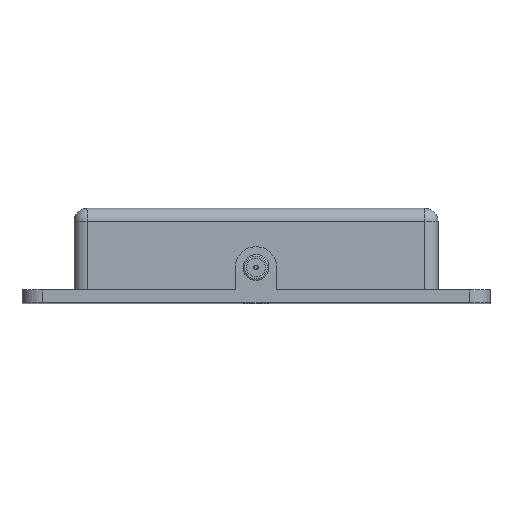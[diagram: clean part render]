
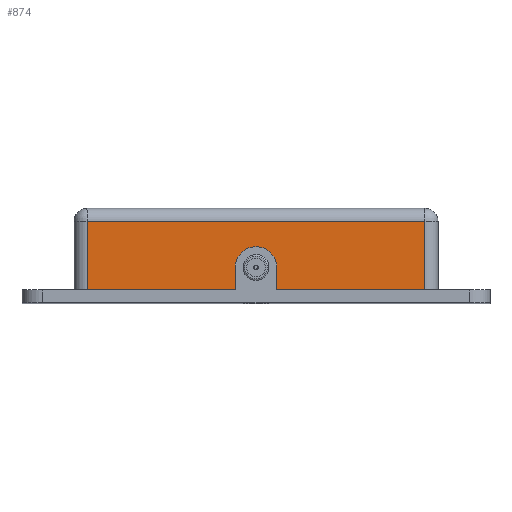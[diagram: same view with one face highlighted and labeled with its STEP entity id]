
A CAD part, top view. The second image highlights one B-rep face of the part: STEP entity #874.
In plain terms, the highlighted planar face has unit normal (0, 0, 1).
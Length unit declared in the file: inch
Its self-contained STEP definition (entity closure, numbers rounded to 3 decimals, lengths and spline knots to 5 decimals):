
#532 = VERTEX_POINT ( 'NONE', #2548 ) ;
#533 = VERTEX_POINT ( 'NONE', #2542 ) ;
#555 = EDGE_CURVE ( 'NONE', #533, #532, #2819, .T. ) ;
#566 = VERTEX_POINT ( 'NONE', #2789 ) ;
#578 = VERTEX_POINT ( 'NONE', #2772 ) ;
#585 = EDGE_CURVE ( 'NONE', #868, #533, #2764, .T. ) ;
#588 = ORIENTED_EDGE ( 'NONE', *, *, #799, .F. ) ;
#589 = VERTEX_POINT ( 'NONE', #2758 ) ;
#590 = EDGE_CURVE ( 'NONE', #867, #532, #2686, .T. ) ;
#591 = ORIENTED_EDGE ( 'NONE', *, *, #590, .F. ) ;
#593 = ORIENTED_EDGE ( 'NONE', *, *, #645, .T. ) ;
#595 = EDGE_CURVE ( 'NONE', #578, #589, #2672, .T. ) ;
#597 = ORIENTED_EDGE ( 'NONE', *, *, #595, .F. ) ;
#645 = EDGE_CURVE ( 'NONE', #578, #566, #2722, .T. ) ;
#795 = VERTEX_POINT ( 'NONE', #2940 ) ;
#797 = EDGE_LOOP ( 'NONE', ( #876, #978, #875, #977, #591, #588, #597, #593 ) ) ;
#799 = EDGE_CURVE ( 'NONE', #589, #867, #2932, .T. ) ;
#864 = EDGE_CURVE ( 'NONE', #795, #868, #3175, .T. ) ;
#867 = VERTEX_POINT ( 'NONE', #3168 ) ;
#868 = VERTEX_POINT ( 'NONE', #3187 ) ;
#874 = ADVANCED_FACE ( 'NONE', ( #3170 ), #3160, .F. ) ;
#875 = ORIENTED_EDGE ( 'NONE', *, *, #585, .T. ) ;
#876 = ORIENTED_EDGE ( 'NONE', *, *, #885, .F. ) ;
#885 = EDGE_CURVE ( 'NONE', #795, #566, #3163, .T. ) ;
#977 = ORIENTED_EDGE ( 'NONE', *, *, #555, .T. ) ;
#978 = ORIENTED_EDGE ( 'NONE', *, *, #864, .T. ) ;
#2542 = CARTESIAN_POINT ( 'NONE',  ( -1.625, 0., -0.5 ) ) ;
#2548 = CARTESIAN_POINT ( 'NONE',  ( -0.2, 0., -0.5 ) ) ;
#2669 = DIRECTION ( 'NONE',  ( 0., 1., 0. ) ) ;
#2670 = VECTOR ( 'NONE', #2669, 39.37008 ) ;
#2671 = CARTESIAN_POINT ( 'NONE',  ( 0.2, 0., -0.5 ) ) ;
#2672 = LINE ( 'NONE', #2671, #2670 ) ;
#2677 = DIRECTION ( 'NONE',  ( 0., -1., 0. ) ) ;
#2685 = CARTESIAN_POINT ( 'NONE',  ( -0.2, 0., -0.5 ) ) ;
#2686 = LINE ( 'NONE', #2685, #2755 ) ;
#2721 = CARTESIAN_POINT ( 'NONE',  ( -1.625, 0., -0.5 ) ) ;
#2722 = LINE ( 'NONE', #2721, #2730 ) ;
#2729 = DIRECTION ( 'NONE',  ( 1., 0., 0. ) ) ;
#2730 = VECTOR ( 'NONE', #2729, 39.37008 ) ;
#2752 = DIRECTION ( 'NONE',  ( 0., -1., 0. ) ) ;
#2755 = VECTOR ( 'NONE', #2677, 39.37008 ) ;
#2756 = VECTOR ( 'NONE', #2752, 39.37008 ) ;
#2757 = CARTESIAN_POINT ( 'NONE',  ( -1.625, 0.785, -0.5 ) ) ;
#2758 = CARTESIAN_POINT ( 'NONE',  ( 0.2, 0.215, -0.5 ) ) ;
#2764 = LINE ( 'NONE', #2757, #2756 ) ;
#2772 = CARTESIAN_POINT ( 'NONE',  ( 0.2, 0., -0.5 ) ) ;
#2789 = CARTESIAN_POINT ( 'NONE',  ( 1.625, 0., -0.5 ) ) ;
#2805 = DIRECTION ( 'NONE',  ( 1., 0., 0. ) ) ;
#2806 = VECTOR ( 'NONE', #2805, 39.37008 ) ;
#2807 = CARTESIAN_POINT ( 'NONE',  ( -1.625, 0., -0.5 ) ) ;
#2819 = LINE ( 'NONE', #2807, #2806 ) ;
#2864 = DIRECTION ( 'NONE',  ( -1., 0., 0. ) ) ;
#2865 = DIRECTION ( 'NONE',  ( 0., 0., 1. ) ) ;
#2866 = CARTESIAN_POINT ( 'NONE',  ( 0., 0.215, -0.5 ) ) ;
#2867 = AXIS2_PLACEMENT_3D ( 'NONE', #2866, #2865, #2864 ) ;
#2932 = CIRCLE ( 'NONE', #2867, 0.2 ) ;
#2940 = CARTESIAN_POINT ( 'NONE',  ( 1.625, 0.66, -0.5 ) ) ;
#3094 = DIRECTION ( 'NONE',  ( 0., -1., 0. ) ) ;
#3095 = VECTOR ( 'NONE', #3094, 39.37008 ) ;
#3096 = CARTESIAN_POINT ( 'NONE',  ( 1.625, 0.785, -0.5 ) ) ;
#3112 = DIRECTION ( 'NONE',  ( -1., 0., 0. ) ) ;
#3113 = DIRECTION ( 'NONE',  ( 0., 0., -1. ) ) ;
#3114 = CARTESIAN_POINT ( 'NONE',  ( -1.625, 0.785, -0.5 ) ) ;
#3115 = AXIS2_PLACEMENT_3D ( 'NONE', #3114, #3113, #3112 ) ;
#3160 = PLANE ( 'NONE',  #3115 ) ;
#3163 = LINE ( 'NONE', #3096, #3095 ) ;
#3168 = CARTESIAN_POINT ( 'NONE',  ( -0.2, 0.215, -0.5 ) ) ;
#3170 = FACE_OUTER_BOUND ( 'NONE', #797, .T. ) ;
#3171 = DIRECTION ( 'NONE',  ( -1., 0., 0. ) ) ;
#3172 = VECTOR ( 'NONE', #3171, 39.37008 ) ;
#3173 = CARTESIAN_POINT ( 'NONE',  ( -1.625, 0.66, -0.5 ) ) ;
#3175 = LINE ( 'NONE', #3173, #3172 ) ;
#3187 = CARTESIAN_POINT ( 'NONE',  ( -1.625, 0.66, -0.5 ) ) ;
